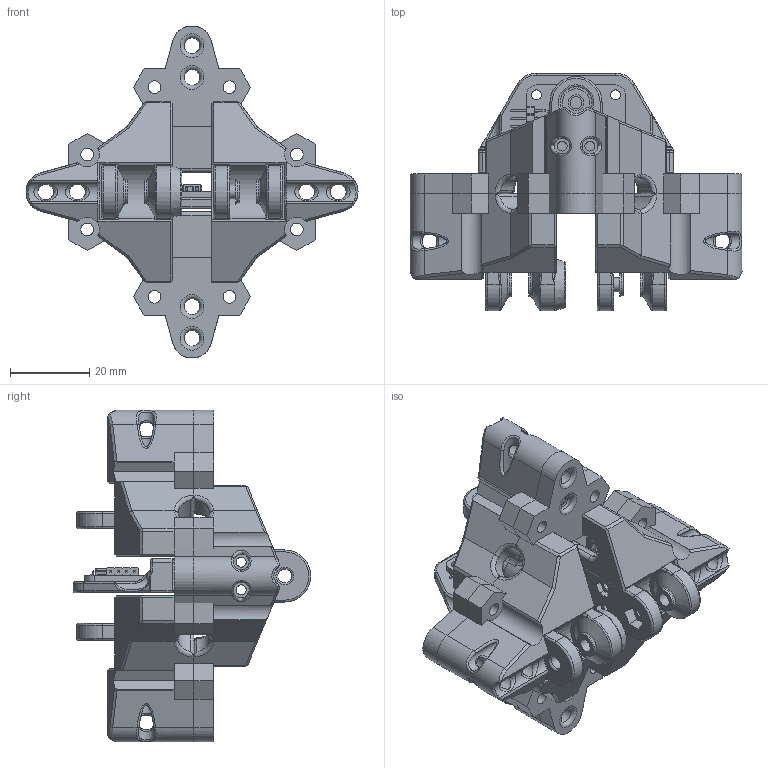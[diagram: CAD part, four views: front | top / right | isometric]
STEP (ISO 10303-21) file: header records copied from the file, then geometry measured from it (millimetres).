
FILE_DESCRIPTION(/* description */ (''),/* implementation_level */ '2;1');
FILE_NAME(/* name */ 'seg_lnk30.stp',/* time_stamp */ '2019-04-16T22:41:27+01:00',/* author */ (''),/* organization */ (''),/* preprocessor_version */ 'ST-DEVELOPER v18',/* originating_system */ 'Autodesk Translation Framework v8.2.0.1029',/* authorisation */ '');
FILE_SCHEMA (('AUTOMOTIVE_DESIGN { 1 0 10303 214 3 1 1 }'));
Products named in the file (22): segment_link3; Joint_v2.3b2 v12 (2); top_distal_disk (2); normalBearingSideMount_v2.3b2; bearing_side_mount_withMagnetHolder_v2.3b2; outerSideBearingMounts_v2.3b2; bottom_proximal_disk (3); bearing_reciever_3*8*4_v2.3b2; bearing_reciever_3*8*4_v2.3b2_1; 3*8*4mm small double shileded bearing (693ZZ); AS5600_ANALOG_TO_I2C_mount_v2.3b2; AS5600_ANALOG_TO_I2C_v1; PinHeader_1x04_P2; SOLID; SOT-23-5; SOLID (1); C_0805_2012Metric; SOIC-8_3.9x4.9mm_P1; SOLID (3); COMPOUND; C_0805_2012Metric_1; SOLID (2)
Assembly tree (24 placements, depth 5):
  segment_link3
    Joint_v2.3b2 v12 (2)
      top_distal_disk (2)
        outerSideBearingMounts_v2.3b2  x2
        normalBearingSideMount_v2.3b2
        bearing_side_mount_withMagnetHolder_v2.3b2
    bottom_proximal_disk (3)
      bearing_reciever_3*8*4_v2.3b2
        3*8*4mm small double shileded bearing (693ZZ)
      bearing_reciever_3*8*4_v2.3b2_1
        3*8*4mm small double shileded bearing (693ZZ)
    AS5600_ANALOG_TO_I2C_mount_v2.3b2
      AS5600_ANALOG_TO_I2C_v1
        PinHeader_1x04_P2
          SOLID
        SOT-23-5
          SOLID (1)
        C_0805_2012Metric
          SOLID (2)
        SOIC-8_3.9x4.9mm_P1
          SOLID (3)
        COMPOUND
        C_0805_2012Metric_1
          SOLID (2)
Bounding box: 84 x 60.15 x 83.99 mm (x, y, z)
Volume: 71050.5 mm3; surface area: 40644.2 mm2
Topology: 17 solids, 17 shells, 1668 faces, 4389 edges, 2742 vertices
Faces by surface type: plane 892, cylinder 400, bspline 188, torus 131, sphere 44, cone 13
Full cylindrical faces by diameter (mm): 0.6 x1, 0.8 x4, 2.5 x38, 2.75 x2, 3 x2, 3.2 x16, 3.5 x4, 4 x28, 4.25 x2, 5.5 x1, 6 x3, 6.582 x1, 7 x4, 8 x4
Entity records: 61176 total; most frequent: CARTESIAN_POINT 20986, ORIENTED_EDGE 8366, DIRECTION 7928, EDGE_CURVE 4183, AXIS2_PLACEMENT_3D 2709, VERTEX_POINT 2631, LINE 2510, VECTOR 2510
